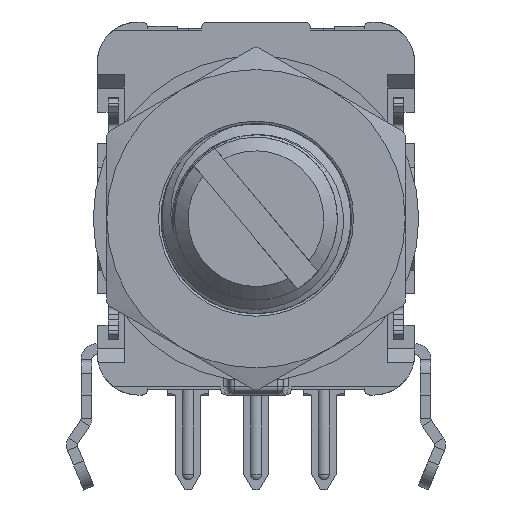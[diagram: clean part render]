
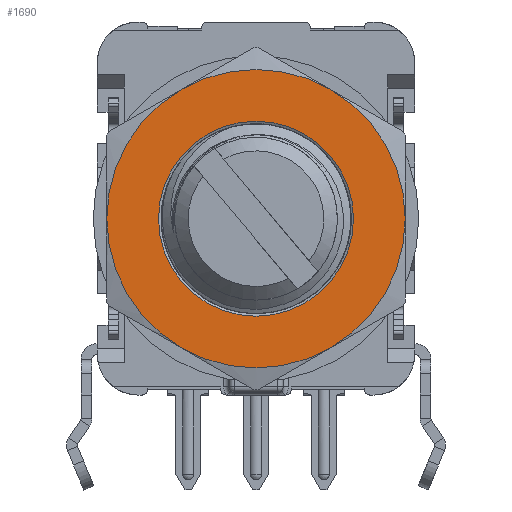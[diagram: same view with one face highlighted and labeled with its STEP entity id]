
A CAD part, front view. The second image highlights one B-rep face of the part: STEP entity #1690.
In plain terms, the highlighted face is planar.
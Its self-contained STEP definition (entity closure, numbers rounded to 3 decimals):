
#1690=ADVANCED_FACE('',(#13679,#13681),#13683,.T.);
#13679=FACE_BOUND('',#13680,.T.);
#13680=EDGE_LOOP('',(#18991,#18992,#18993,#18994,#18995,#18996));
#13681=FACE_BOUND('',#13682,.T.);
#13682=EDGE_LOOP('',(#18997));
#13683=PLANE('',#13684);
#13684=AXIS2_PLACEMENT_3D('',#13685,#13686,#13687);
#13685=CARTESIAN_POINT('',(0.,0.,3.3));
#13686=DIRECTION('',(0.,0.,1.));
#13687=DIRECTION('',(0.,-1.,0.));
#18991=ORIENTED_EDGE('',*,*,#21864,.F.);
#18992=ORIENTED_EDGE('',*,*,#21865,.F.);
#18993=ORIENTED_EDGE('',*,*,#21866,.F.);
#18994=ORIENTED_EDGE('',*,*,#21867,.F.);
#18995=ORIENTED_EDGE('',*,*,#21868,.F.);
#18996=ORIENTED_EDGE('',*,*,#21869,.F.);
#18997=ORIENTED_EDGE('',*,*,#21851,.T.);
#21851=EDGE_CURVE('',#23762,#23762,#23763,.T.);
#21864=EDGE_CURVE('',#23784,#23785,#23786,.T.);
#21865=EDGE_CURVE('',#23787,#23784,#23788,.T.);
#21866=EDGE_CURVE('',#23789,#23787,#23790,.T.);
#21867=EDGE_CURVE('',#23791,#23789,#23792,.T.);
#21868=EDGE_CURVE('',#23793,#23791,#23794,.T.);
#21869=EDGE_CURVE('',#23785,#23793,#23795,.T.);
#23762=VERTEX_POINT('',#29594);
#23763=CIRCLE('',#29595,3.594);
#23784=VERTEX_POINT('',#30101);
#23785=VERTEX_POINT('',#30102);
#23786=CIRCLE('',#30103,5.5);
#23787=VERTEX_POINT('',#30107);
#23788=CIRCLE('',#30108,5.5);
#23789=VERTEX_POINT('',#30112);
#23790=CIRCLE('',#30113,5.5);
#23791=VERTEX_POINT('',#30117);
#23792=CIRCLE('',#30118,5.5);
#23793=VERTEX_POINT('',#30122);
#23794=CIRCLE('',#30123,5.5);
#23795=CIRCLE('',#30127,5.5);
#29594=CARTESIAN_POINT('',(0.,-3.594,3.3));
#29595=AXIS2_PLACEMENT_3D('',#29596,#29597,#29598);
#29596=CARTESIAN_POINT('',(0.,0.,3.3));
#29597=DIRECTION('',(0.,0.,-1.));
#29598=DIRECTION('',(0.,-1.,0.));
#30101=CARTESIAN_POINT('',(5.5,0.,3.3));
#30102=CARTESIAN_POINT('',(2.75,-4.763,3.3));
#30103=AXIS2_PLACEMENT_3D('',#30104,#30105,#30106);
#30104=CARTESIAN_POINT('',(0.,0.,3.3));
#30105=DIRECTION('',(0.,0.,-1.));
#30106=DIRECTION('',(1.,0.,0.));
#30107=CARTESIAN_POINT('',(2.75,4.763,3.3));
#30108=AXIS2_PLACEMENT_3D('',#30109,#30110,#30111);
#30109=CARTESIAN_POINT('',(0.,0.,3.3));
#30110=DIRECTION('',(0.,0.,-1.));
#30111=DIRECTION('',(0.5,0.866,0.));
#30112=CARTESIAN_POINT('',(-2.75,4.763,3.3));
#30113=AXIS2_PLACEMENT_3D('',#30114,#30115,#30116);
#30114=CARTESIAN_POINT('',(0.,0.,3.3));
#30115=DIRECTION('',(0.,0.,-1.));
#30116=DIRECTION('',(-0.5,0.866,0.));
#30117=CARTESIAN_POINT('',(-5.5,0.,3.3));
#30118=AXIS2_PLACEMENT_3D('',#30119,#30120,#30121);
#30119=CARTESIAN_POINT('',(0.,0.,3.3));
#30120=DIRECTION('',(0.,0.,-1.));
#30121=DIRECTION('',(-1.,0.,0.));
#30122=CARTESIAN_POINT('',(-2.75,-4.763,3.3));
#30123=AXIS2_PLACEMENT_3D('',#30124,#30125,#30126);
#30124=CARTESIAN_POINT('',(0.,0.,3.3));
#30125=DIRECTION('',(0.,0.,-1.));
#30126=DIRECTION('',(-0.5,-0.866,0.));
#30127=AXIS2_PLACEMENT_3D('',#30128,#30129,#30130);
#30128=CARTESIAN_POINT('',(0.,0.,3.3));
#30129=DIRECTION('',(0.,0.,-1.));
#30130=DIRECTION('',(0.5,-0.866,0.));
